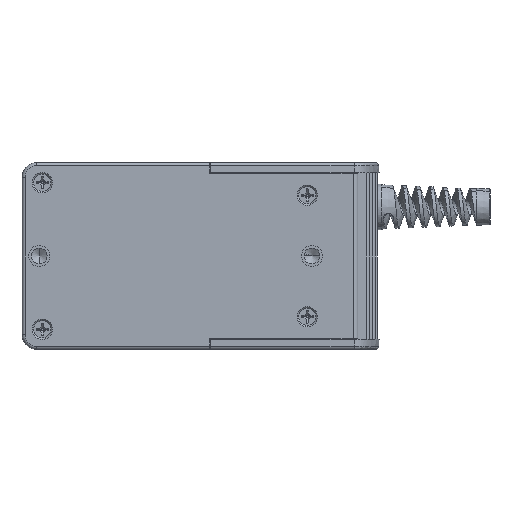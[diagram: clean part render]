
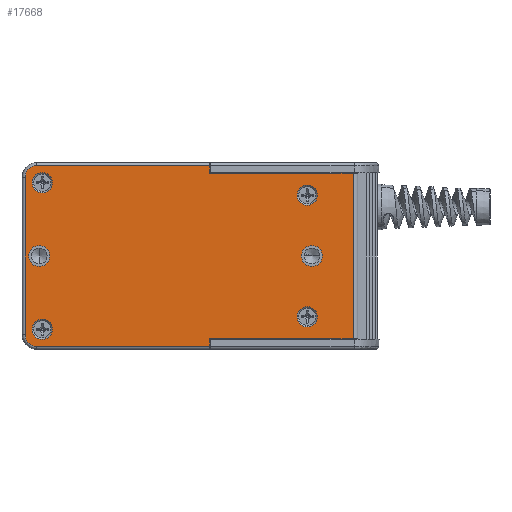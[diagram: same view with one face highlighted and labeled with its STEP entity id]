
A CAD part, left-side view. The second image highlights one B-rep face of the part: STEP entity #17668.
In plain terms, the highlighted planar face has unit normal (-1, 0, 0).
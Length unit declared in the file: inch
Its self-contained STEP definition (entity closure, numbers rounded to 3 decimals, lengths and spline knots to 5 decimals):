
#2132=DIRECTION('',(0.,-1.,0.));
#2133=VECTOR('',#2132,2.18504);
#2134=CARTESIAN_POINT('',(-1.16654,3.79921,
-1.13878));
#2135=LINE('',#2134,#2133);
#2136=CARTESIAN_POINT('',(-1.16654,3.79921,
-0.99114));
#2137=DIRECTION('',(-1.,0.,0.));
#2138=DIRECTION('',(0.,1.,0.));
#2139=AXIS2_PLACEMENT_3D('',#2136,#2137,#2138);
#2141=DIRECTION('',(0.,0.,-1.));
#2142=VECTOR('',#2141,1.98228);
#2143=CARTESIAN_POINT('',(-1.16654,3.94685,
0.99114));
#2144=LINE('',#2143,#2142);
#2145=CARTESIAN_POINT('',(-1.16654,3.79921,
0.99114));
#2146=DIRECTION('',(-1.,0.,0.));
#2147=DIRECTION('',(0.,0.,1.));
#2148=AXIS2_PLACEMENT_3D('',#2145,#2146,#2147);
#2150=DIRECTION('',(0.,1.,0.));
#2151=VECTOR('',#2150,2.18504);
#2152=CARTESIAN_POINT('',(-1.16654,1.61417,1.13878));
#2153=LINE('',#2152,#2151);
#2154=DIRECTION('',(0.,0.,-1.));
#2155=VECTOR('',#2154,0.09547);
#2156=CARTESIAN_POINT('',(-1.16654,1.61417,1.13878));
#2157=LINE('',#2156,#2155);
#2158=DIRECTION('',(0.,1.,0.));
#2159=VECTOR('',#2158,1.80748);
#2160=CARTESIAN_POINT('',(-1.16654,-0.19331,
1.04331));
#2161=LINE('',#2160,#2159);
#2162=DIRECTION('',(0.,0.,-1.));
#2163=VECTOR('',#2162,2.08661);
#2164=CARTESIAN_POINT('',(-1.16654,-0.19331,
1.04331));
#2165=LINE('',#2164,#2163);
#2166=DIRECTION('',(0.,1.,0.));
#2167=VECTOR('',#2166,1.80748);
#2168=CARTESIAN_POINT('',(-1.16654,-0.19331,
-1.04331));
#2169=LINE('',#2168,#2167);
#2170=DIRECTION('',(0.,0.,1.));
#2171=VECTOR('',#2170,0.09547);
#2172=CARTESIAN_POINT('',(-1.16654,1.61417,
-1.13878));
#2173=LINE('',#2172,#2171);
#2174=CARTESIAN_POINT('',(-1.16654,3.73031,
-0.9252));
#2175=DIRECTION('',(-1.,0.,0.));
#2176=DIRECTION('',(0.,0.,-1.));
#2177=AXIS2_PLACEMENT_3D('',#2174,#2175,#2176);
#2179=CARTESIAN_POINT('',(-1.16654,3.73031,
-0.9252));
#2180=DIRECTION('',(-1.,0.,0.));
#2181=DIRECTION('',(0.,0.,1.));
#2182=AXIS2_PLACEMENT_3D('',#2179,#2180,#2181);
#2184=CARTESIAN_POINT('',(-1.16654,3.73031,
0.9252));
#2185=DIRECTION('',(-1.,0.,0.));
#2186=DIRECTION('',(0.,0.,-1.));
#2187=AXIS2_PLACEMENT_3D('',#2184,#2185,#2186);
#2189=CARTESIAN_POINT('',(-1.16654,3.73031,
0.9252));
#2190=DIRECTION('',(-1.,0.,0.));
#2191=DIRECTION('',(0.,0.,1.));
#2192=AXIS2_PLACEMENT_3D('',#2189,#2190,#2191);
#2194=CARTESIAN_POINT('',(-1.16654,0.38386,
-0.76772));
#2195=DIRECTION('',(-1.,0.,0.));
#2196=DIRECTION('',(0.,0.,-1.));
#2197=AXIS2_PLACEMENT_3D('',#2194,#2195,#2196);
#2199=CARTESIAN_POINT('',(-1.16654,0.38386,
-0.76772));
#2200=DIRECTION('',(-1.,0.,0.));
#2201=DIRECTION('',(0.,0.,1.));
#2202=AXIS2_PLACEMENT_3D('',#2199,#2200,#2201);
#2204=CARTESIAN_POINT('',(-1.16654,0.38386,
0.76772));
#2205=DIRECTION('',(-1.,0.,0.));
#2206=DIRECTION('',(0.,0.,-1.));
#2207=AXIS2_PLACEMENT_3D('',#2204,#2205,#2206);
#2209=CARTESIAN_POINT('',(-1.16654,0.38386,
0.76772));
#2210=DIRECTION('',(-1.,0.,0.));
#2211=DIRECTION('',(0.,0.,1.));
#2212=AXIS2_PLACEMENT_3D('',#2209,#2210,#2211);
#2214=CARTESIAN_POINT('',(-1.16654,3.76969,0.));
#2215=DIRECTION('',(-1.,0.,0.));
#2216=DIRECTION('',(0.,0.,1.));
#2217=AXIS2_PLACEMENT_3D('',#2214,#2215,#2216);
#2219=CARTESIAN_POINT('',(-1.16654,3.76969,0.));
#2220=DIRECTION('',(-1.,0.,0.));
#2221=DIRECTION('',(0.,0.,-1.));
#2222=AXIS2_PLACEMENT_3D('',#2219,#2220,#2221);
#2224=CARTESIAN_POINT('',(-1.16654,0.3248,0.));
#2225=DIRECTION('',(-1.,0.,0.));
#2226=DIRECTION('',(0.,0.,1.));
#2227=AXIS2_PLACEMENT_3D('',#2224,#2225,#2226);
#2229=CARTESIAN_POINT('',(-1.16654,0.3248,0.));
#2230=DIRECTION('',(-1.,0.,0.));
#2231=DIRECTION('',(0.,0.,-1.));
#2232=AXIS2_PLACEMENT_3D('',#2229,#2230,#2231);
#13496=CARTESIAN_POINT('',(-1.16654,1.61417,
1.04331));
#13498=VERTEX_POINT('',#13496);
#13500=CARTESIAN_POINT('',(-1.16654,1.61417,
-1.04331));
#13502=VERTEX_POINT('',#13500);
#13545=CARTESIAN_POINT('',(-1.16654,3.73031,
-1.05315));
#13546=CARTESIAN_POINT('',(-1.16654,3.73031,
-0.79724));
#13547=VERTEX_POINT('',#13545);
#13548=VERTEX_POINT('',#13546);
#13549=CARTESIAN_POINT('',(-1.16654,3.73031,
0.79724));
#13550=CARTESIAN_POINT('',(-1.16654,3.73031,
1.05315));
#13551=VERTEX_POINT('',#13549);
#13552=VERTEX_POINT('',#13550);
#13553=CARTESIAN_POINT('',(-1.16654,0.38386,
-0.89567));
#13554=CARTESIAN_POINT('',(-1.16654,0.38386,
-0.63976));
#13555=VERTEX_POINT('',#13553);
#13556=VERTEX_POINT('',#13554);
#13557=CARTESIAN_POINT('',(-1.16654,0.38386,
0.63976));
#13558=CARTESIAN_POINT('',(-1.16654,0.38386,
0.89567));
#13559=VERTEX_POINT('',#13557);
#13560=VERTEX_POINT('',#13558);
#13561=CARTESIAN_POINT('',(-1.16654,3.76969,
0.13307));
#13562=CARTESIAN_POINT('',(-1.16654,3.76969,
-0.13307));
#13563=VERTEX_POINT('',#13561);
#13564=VERTEX_POINT('',#13562);
#13565=CARTESIAN_POINT('',(-1.16654,0.3248,
0.13307));
#13566=CARTESIAN_POINT('',(-1.16654,0.3248,
-0.13307));
#13567=VERTEX_POINT('',#13565);
#13568=VERTEX_POINT('',#13566);
#13570=CARTESIAN_POINT('',(-1.16654,-0.19331,
-1.04331));
#13572=VERTEX_POINT('',#13570);
#13573=CARTESIAN_POINT('',(-1.16654,-0.19331,
1.04331));
#13574=VERTEX_POINT('',#13573);
#13577=CARTESIAN_POINT('',(-1.16654,1.61417,
-1.13878));
#13579=VERTEX_POINT('',#13577);
#13583=CARTESIAN_POINT('',(-1.16654,3.79921,
-1.13878));
#13584=VERTEX_POINT('',#13583);
#13585=CARTESIAN_POINT('',(-1.16654,3.94685,
-0.99114));
#13586=VERTEX_POINT('',#13585);
#13589=CARTESIAN_POINT('',(-1.16654,3.94685,
0.99114));
#13590=VERTEX_POINT('',#13589);
#13593=CARTESIAN_POINT('',(-1.16654,3.79921,
1.13878));
#13594=VERTEX_POINT('',#13593);
#13598=CARTESIAN_POINT('',(-1.16654,1.61417,
1.13878));
#13600=VERTEX_POINT('',#13598);
#17610=CARTESIAN_POINT('',(-1.16654,1.86516,0.));
#17611=DIRECTION('',(1.,0.,0.));
#17612=DIRECTION('',(0.,0.,-1.));
#17613=AXIS2_PLACEMENT_3D('',#17610,#17611,#17612);
#17614=PLANE('',#17613);
#17615=ORIENTED_EDGE('',*,*,#17591,.F.);
#17616=ORIENTED_EDGE('',*,*,#17601,.F.);
#17618=ORIENTED_EDGE('',*,*,#17617,.F.);
#17620=ORIENTED_EDGE('',*,*,#17619,.F.);
#17622=ORIENTED_EDGE('',*,*,#17621,.F.);
#17624=ORIENTED_EDGE('',*,*,#17623,.T.);
#17625=ORIENTED_EDGE('',*,*,#16401,.F.);
#17627=ORIENTED_EDGE('',*,*,#17626,.T.);
#17628=ORIENTED_EDGE('',*,*,#16363,.T.);
#17629=ORIENTED_EDGE('',*,*,#17572,.F.);
#17630=EDGE_LOOP('',(#17615,#17616,#17618,#17620,#17622,#17624,#17625,#17627,
#17628,#17629));
#17631=FACE_OUTER_BOUND('',#17630,.F.);
#17633=ORIENTED_EDGE('',*,*,#17632,.T.);
#17635=ORIENTED_EDGE('',*,*,#17634,.T.);
#17636=EDGE_LOOP('',(#17633,#17635));
#17637=FACE_BOUND('',#17636,.F.);
#17639=ORIENTED_EDGE('',*,*,#17638,.T.);
#17641=ORIENTED_EDGE('',*,*,#17640,.T.);
#17642=EDGE_LOOP('',(#17639,#17641));
#17643=FACE_BOUND('',#17642,.F.);
#17645=ORIENTED_EDGE('',*,*,#17644,.T.);
#17647=ORIENTED_EDGE('',*,*,#17646,.T.);
#17648=EDGE_LOOP('',(#17645,#17647));
#17649=FACE_BOUND('',#17648,.F.);
#17651=ORIENTED_EDGE('',*,*,#17650,.T.);
#17653=ORIENTED_EDGE('',*,*,#17652,.T.);
#17654=EDGE_LOOP('',(#17651,#17653));
#17655=FACE_BOUND('',#17654,.F.);
#17657=ORIENTED_EDGE('',*,*,#17656,.T.);
#17659=ORIENTED_EDGE('',*,*,#17658,.T.);
#17660=EDGE_LOOP('',(#17657,#17659));
#17661=FACE_BOUND('',#17660,.F.);
#17663=ORIENTED_EDGE('',*,*,#17662,.T.);
#17665=ORIENTED_EDGE('',*,*,#17664,.T.);
#17666=EDGE_LOOP('',(#17663,#17665));
#17667=FACE_BOUND('',#17666,.F.);
#17668=ADVANCED_FACE('',(#17631,#17637,#17643,#17649,#17655,#17661,#17667),
#17614,.F.);
#2140=CIRCLE('',#2139,0.14764);
#2149=CIRCLE('',#2148,0.14764);
#2178=CIRCLE('',#2177,0.12795);
#2183=CIRCLE('',#2182,0.12795);
#2188=CIRCLE('',#2187,0.12795);
#2193=CIRCLE('',#2192,0.12795);
#2198=CIRCLE('',#2197,0.12795);
#2203=CIRCLE('',#2202,0.12795);
#2208=CIRCLE('',#2207,0.12795);
#2213=CIRCLE('',#2212,0.12795);
#2218=CIRCLE('',#2217,0.13307);
#2223=CIRCLE('',#2222,0.13307);
#2228=CIRCLE('',#2227,0.13307);
#2233=CIRCLE('',#2232,0.13307);
#16363=EDGE_CURVE('',#13572,#13502,#2169,.T.);
#16401=EDGE_CURVE('',#13574,#13498,#2161,.T.);
#17572=EDGE_CURVE('',#13579,#13502,#2173,.T.);
#17591=EDGE_CURVE('',#13584,#13579,#2135,.T.);
#17601=EDGE_CURVE('',#13586,#13584,#2140,.T.);
#17617=EDGE_CURVE('',#13590,#13586,#2144,.T.);
#17619=EDGE_CURVE('',#13594,#13590,#2149,.T.);
#17621=EDGE_CURVE('',#13600,#13594,#2153,.T.);
#17623=EDGE_CURVE('',#13600,#13498,#2157,.T.);
#17626=EDGE_CURVE('',#13574,#13572,#2165,.T.);
#17632=EDGE_CURVE('',#13547,#13548,#2178,.T.);
#17634=EDGE_CURVE('',#13548,#13547,#2183,.T.);
#17638=EDGE_CURVE('',#13551,#13552,#2188,.T.);
#17640=EDGE_CURVE('',#13552,#13551,#2193,.T.);
#17644=EDGE_CURVE('',#13555,#13556,#2198,.T.);
#17646=EDGE_CURVE('',#13556,#13555,#2203,.T.);
#17650=EDGE_CURVE('',#13559,#13560,#2208,.T.);
#17652=EDGE_CURVE('',#13560,#13559,#2213,.T.);
#17656=EDGE_CURVE('',#13563,#13564,#2218,.T.);
#17658=EDGE_CURVE('',#13564,#13563,#2223,.T.);
#17662=EDGE_CURVE('',#13567,#13568,#2228,.T.);
#17664=EDGE_CURVE('',#13568,#13567,#2233,.T.);
